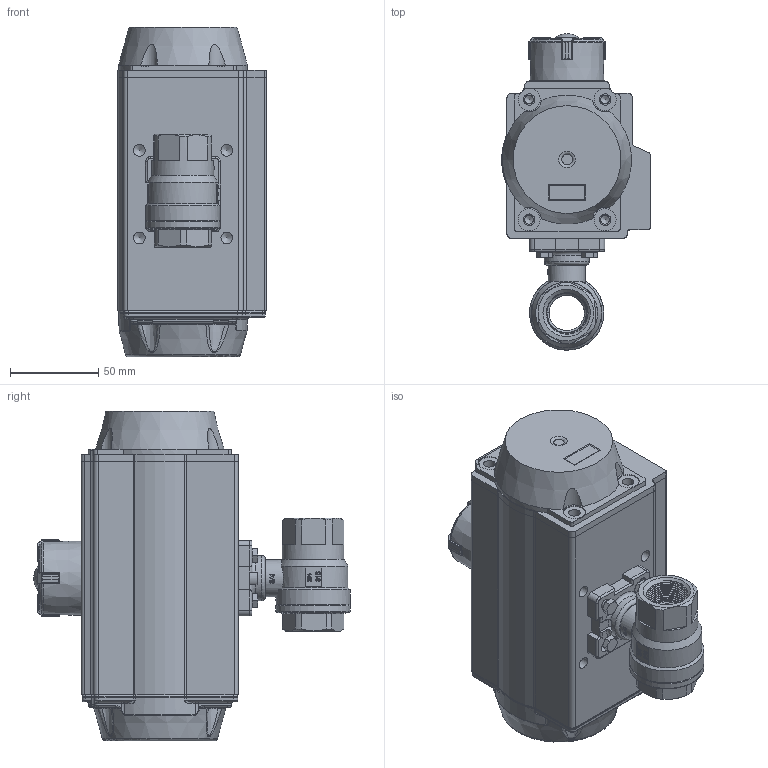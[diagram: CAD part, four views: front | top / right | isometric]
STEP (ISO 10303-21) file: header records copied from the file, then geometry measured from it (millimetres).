
FILE_DESCRIPTION(/* description */ ('Unknown'),/* implementation_level */ '2;1');
FILE_NAME(/* name */ 'PE02 9652-05',/* time_stamp */ '2025-01-15T10:47:49+01:00',/* author */ ('Unknown'),/* organization */ ('Unknown'),/* preprocessor_version */ 'ST-DEVELOPER v19.4',/* originating_system */ 'Solid Edge',/* authorisation */ 'Unknown');
FILE_SCHEMA (('AUTOMOTIVE_DESIGN {1 0 10303 214 3 1 1}'));
Products named in the file (19): PE02 9652-05; 9652-05; Body; Body Gaske; Cap; Stem; Small hex thin nuts-Fine pitch thread GB_GB_FASTENER_NUT_SSFNTT M14X1.
0-N; Nut Stopper; PD03_PE02; vt65-2016-06-25; Optische Anzeige; ______; ________(___________; cup head nib bolts with large head gb_GB_FASTENER_BOLT_CHNBW M6X25-N; ____65______ ______; VT65_____________MIR; zhou65; VTE65____; DIN 933 M5x12 A2-70 BLK_EDST
Assembly tree (25 placements, depth 4):
  PE02 9652-05
    9652-05
      Body
      Body Gaske
      Cap
      Stem
      Small hex thin nuts-Fine pitch thread GB_GB_FASTENER_NUT_SSFNTT M14X1.
0-N
      Nut Stopper
    PD03_PE02
      vt65-2016-06-25
      Optische Anzeige
        ______
        ________(___________  x4
        cup head nib bolts with large head gb_GB_FASTENER_BOLT_CHNBW M6X25-N
      ____65______ ______  x2
      VT65_____________MIR
      zhou65
      VTE65____
    DIN 933 M5x12 A2-70 BLK_EDST  x4
Bounding box: 83.89 x 179 x 186.5 mm (x, y, z)
Volume: 736150.4 mm3; surface area: 238447.8 mm2
Topology: 22 solids, 22 shells, 2665 faces, 6734 edges, 4223 vertices
Faces by surface type: plane 912, cylinder 752, bspline 545, torus 271, cone 152, sphere 33
Full cylindrical faces by diameter (mm): 3 x16, 3.3 x8, 4.134 x8, 4.66 x1, 4.917 x15, 5 x6, 6 x1, 6.2 x1, 6.5 x4, 6.647 x4, 8 x4, 9.6 x1, 10 x8, 11 x1, 11.4 x1, 11.445 x2, 12 x2, 12.5 x2, 12.6 x2, 12.7 x1, 12.9 x1, 12.917 x1, 13 x2, 14 x5, 15 x1, 15.8 x1, 16 x2, 16.2 x18, 17 x2, 20 x4
Entity records: 83753 total; most frequent: CARTESIAN_POINT 38248, ORIENTED_EDGE 9824, DIRECTION 8109, EDGE_CURVE 4912, VERTEX_POINT 3304, AXIS2_PLACEMENT_3D 3063, FACE_BOUND 2544, EDGE_LOOP 2524
